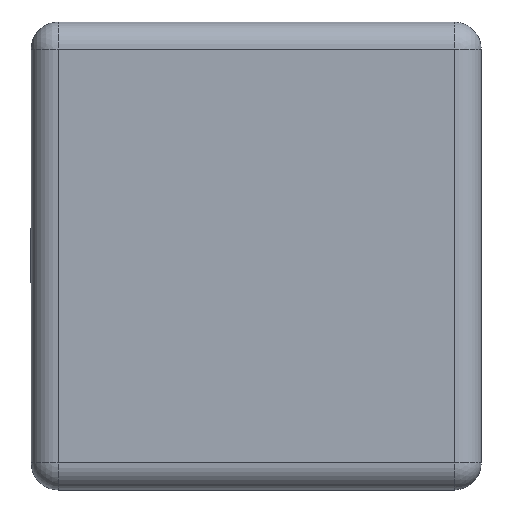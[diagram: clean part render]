
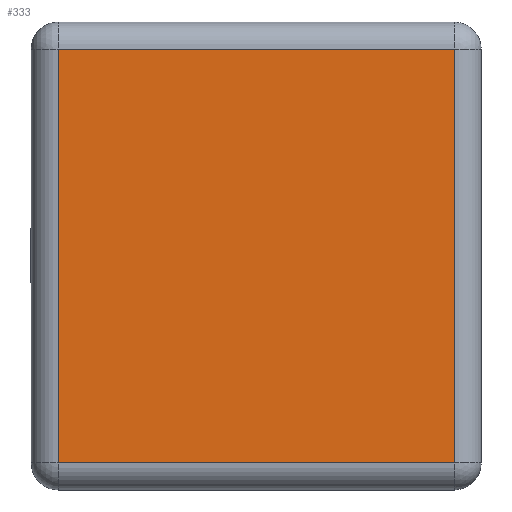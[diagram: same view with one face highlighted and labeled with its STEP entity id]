
A CAD part, left-side view. The second image highlights one B-rep face of the part: STEP entity #333.
In plain terms, the highlighted planar face has unit normal (-1, 0, 0).
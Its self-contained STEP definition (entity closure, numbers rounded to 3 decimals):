
#291 = LINE ( 'NONE', #4415, #4568 ) ;
#333 = ADVANCED_FACE ( 'NONE', ( #1905 ), #3091, .F. ) ;
#426 = LINE ( 'NONE', #2222, #3937 ) ;
#507 = ORIENTED_EDGE ( 'NONE', *, *, #1086, .T. ) ;
#646 = CARTESIAN_POINT ( 'NONE',  ( -1.55, 0.15, 1.15 ) ) ;
#794 = ORIENTED_EDGE ( 'NONE', *, *, #3864, .T. ) ;
#930 = EDGE_CURVE ( 'NONE', #1022, #3950, #3640, .T. ) ;
#1022 = VERTEX_POINT ( 'NONE', #1767 ) ;
#1086 = EDGE_CURVE ( 'NONE', #3498, #1022, #291, .T. ) ;
#1570 = CARTESIAN_POINT ( 'NONE',  ( -1.55, 2.5, -1.3 ) ) ;
#1712 = VECTOR ( 'NONE', #3527, 1000. ) ;
#1767 = CARTESIAN_POINT ( 'NONE',  ( -1.55, 2.35, -1.15 ) ) ;
#1863 = EDGE_CURVE ( 'NONE', #3003, #3498, #2526, .T. ) ;
#1905 = FACE_OUTER_BOUND ( 'NONE', #3854, .T. ) ;
#1922 = CARTESIAN_POINT ( 'NONE',  ( -1.55, 2.5, 1.15 ) ) ;
#1951 = DIRECTION ( 'NONE',  ( 1., 0., 0. ) ) ;
#2020 = DIRECTION ( 'NONE',  ( 0., 0., -1. ) ) ;
#2034 = AXIS2_PLACEMENT_3D ( 'NONE', #1570, #1951, #2020 ) ;
#2177 = CARTESIAN_POINT ( 'NONE',  ( -1.55, 2.35, 1.15 ) ) ;
#2191 = DIRECTION ( 'NONE',  ( 0., 0., -1. ) ) ;
#2222 = CARTESIAN_POINT ( 'NONE',  ( -1.55, 0.15, -1.3 ) ) ;
#2233 = ORIENTED_EDGE ( 'NONE', *, *, #1863, .T. ) ;
#2416 = VECTOR ( 'NONE', #3077, 1000. ) ;
#2526 = LINE ( 'NONE', #1922, #2416 ) ;
#2589 = ORIENTED_EDGE ( 'NONE', *, *, #930, .T. ) ;
#2998 = CARTESIAN_POINT ( 'NONE',  ( -1.55, 0.15, -1.15 ) ) ;
#3003 = VERTEX_POINT ( 'NONE', #646 ) ;
#3077 = DIRECTION ( 'NONE',  ( 0., 1., 0. ) ) ;
#3091 = PLANE ( 'NONE',  #2034 ) ;
#3209 = CARTESIAN_POINT ( 'NONE',  ( -1.55, 2.5, -1.15 ) ) ;
#3498 = VERTEX_POINT ( 'NONE', #2177 ) ;
#3527 = DIRECTION ( 'NONE',  ( 0., -1., 0. ) ) ;
#3640 = LINE ( 'NONE', #3209, #1712 ) ;
#3854 = EDGE_LOOP ( 'NONE', ( #507, #2589, #794, #2233 ) ) ;
#3864 = EDGE_CURVE ( 'NONE', #3950, #3003, #426, .T. ) ;
#3937 = VECTOR ( 'NONE', #4458, 1000. ) ;
#3950 = VERTEX_POINT ( 'NONE', #2998 ) ;
#4415 = CARTESIAN_POINT ( 'NONE',  ( -1.55, 2.35, -1.3 ) ) ;
#4458 = DIRECTION ( 'NONE',  ( 0., 0., 1. ) ) ;
#4568 = VECTOR ( 'NONE', #2191, 1000. ) ;
